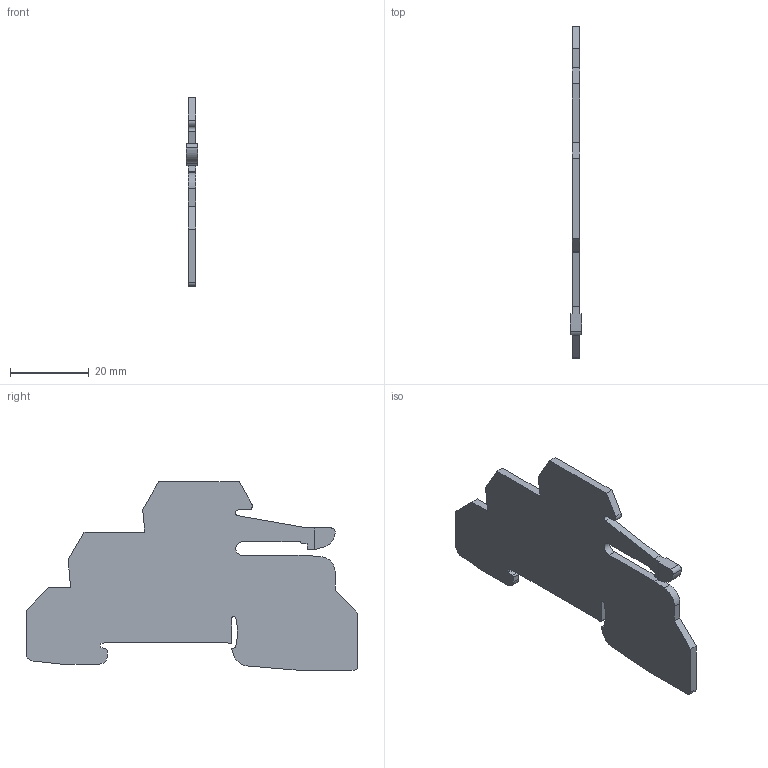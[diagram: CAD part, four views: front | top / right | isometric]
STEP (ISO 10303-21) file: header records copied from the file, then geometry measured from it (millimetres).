
FILE_DESCRIPTION(('CATIA V5 STEP Exchange','CAx-IF Rec.Pracs.--- Model Styling and Organization---1.4--- 2014-01-23'),'2;1');
FILE_NAME ('005429-2_0', '2021-04-14T07:06:36+00:00', ('none'), ('Weidmueller'), 'CATIA Version 5-6 Release 2016 SP3 HF44', 'CATIA V5 STEP AP214', 'none');
FILE_SCHEMA(('AUTOMOTIVE_DESIGN { 1 0 10303 214 1 1 1 1 }'));
Length unit declared in the file: millimetre
Products named in the file (1): 1067980000
Bounding box: 3 x 84.5 x 47.95 mm (x, y, z)
Volume: 5370.8 mm3; surface area: 6019.4 mm2
Topology: 1 solids, 1 shells, 64 faces, 184 edges, 122 vertices
Faces by surface type: plane 43, cylinder 21
Entity records: 2076 total; most frequent: CARTESIAN_POINT 370, ORIENTED_EDGE 368, DIRECTION 310, EDGE_CURVE 184, VECTOR 142, LINE 142, VERTEX_POINT 122, AXIS2_PLACEMENT_3D 106
